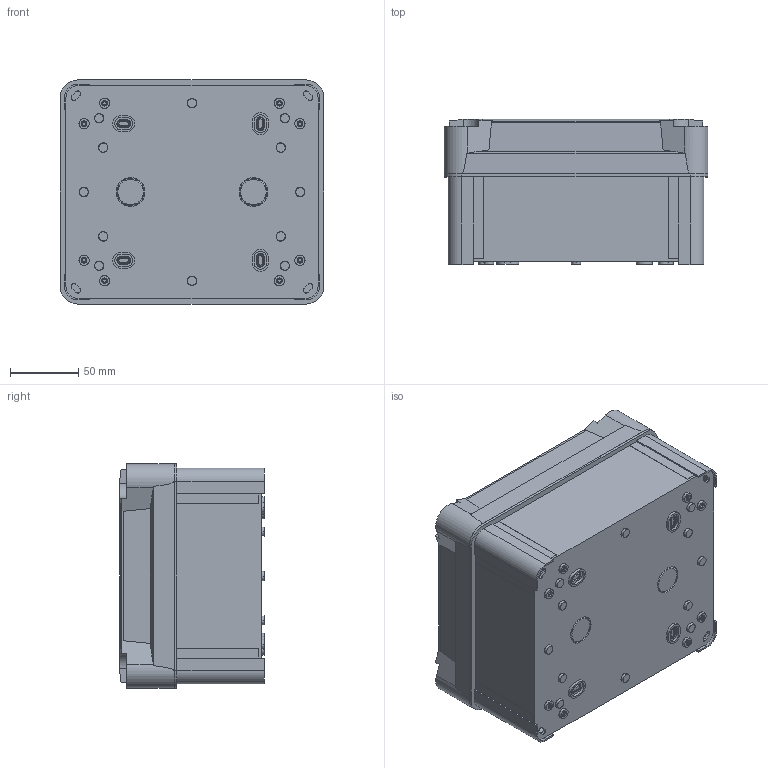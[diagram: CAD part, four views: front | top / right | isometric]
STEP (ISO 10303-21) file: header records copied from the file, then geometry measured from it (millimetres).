
FILE_DESCRIPTION(('HOOPS Exchange Step'),'2;1');
FILE_NAME('export-C19825D8-FA98-43B4-8782-13264075E119.stp','2021-10-28T11:24:54+02:00',('User'),('Alibre'),'HOOPS Exchange 2020.1','Alibre','Unknown authorisation');
FILE_SCHEMA( ('AP242_MANAGED_MODEL_BASED_3D_ENGINEERING_MIM_LF {1 0 10303 442 1 1 4 }') );
Length unit declared in the file: millimetre
Products named in the file (3): 5748-2 Lid; 5748-1 Box; 5748 Sarel 192mm x 164mm x 105mm ABS Enclosure IP66-IK07
Assembly tree (2 placements, depth 2):
  5748 Sarel 192mm x 164mm x 105mm ABS Enclosure IP66-IK07
    5748-2 Lid
    5748-1 Box
Bounding box: 193 x 106.1 x 164 mm (x, y, z)
Volume: 385307.1 mm3; surface area: 314550.3 mm2
Topology: 2 solids, 10 shells, 1243 faces, 3222 edges, 2094 vertices
Faces by surface type: plane 509, cylinder 376, cone 222, torus 136
Entity records: 40838 total; most frequent: CARTESIAN_POINT 9361, DIRECTION 6952, ORIENTED_EDGE 6360, EDGE_CURVE 3180, AXIS2_PLACEMENT_3D 2745, VERTEX_POINT 2094, VECTOR 1462, LINE 1462
